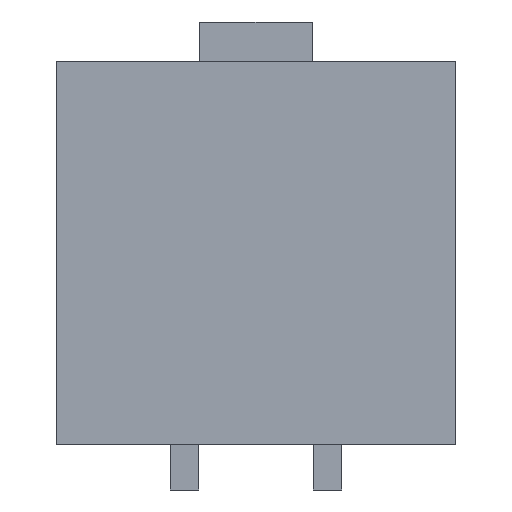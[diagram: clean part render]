
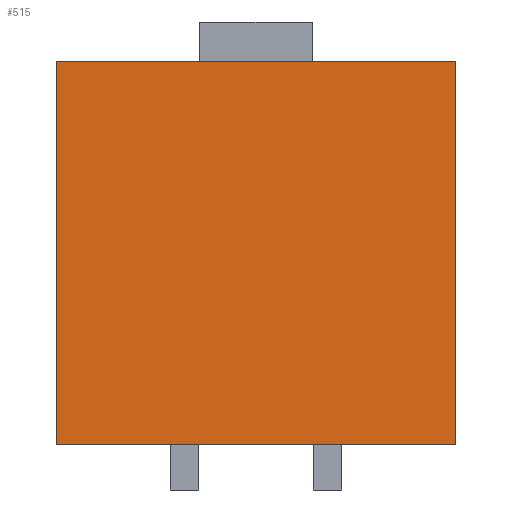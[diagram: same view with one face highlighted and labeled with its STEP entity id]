
A CAD part, left-side view. The second image highlights one B-rep face of the part: STEP entity #515.
In plain terms, the highlighted free-form (B-spline) face has degree [1, 1] with [2, 2] control points.
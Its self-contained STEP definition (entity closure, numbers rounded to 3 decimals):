
#480=(
BOUNDED_SURFACE()
B_SPLINE_SURFACE(1,1,((#481,#482),(#483,#484)),.UNSPECIFIED.,.F.,.F.,.F.)
B_SPLINE_SURFACE_WITH_KNOTS((2,2),(2,2),(0.000,1.000),(0.000,1.000),.UNSPECIFIED.)
GEOMETRIC_REPRESENTATION_ITEM()
RATIONAL_B_SPLINE_SURFACE(((1.,1.),(1.,1.)))
REPRESENTATION_ITEM('')
SURFACE()
);
#481=CARTESIAN_POINT('',(-4.825,-3.55,6.81));
#482=CARTESIAN_POINT('',(-4.825,-3.55,0.));
#483=CARTESIAN_POINT('',(-4.825,3.55,6.81));
#484=CARTESIAN_POINT('',(-4.825,3.55,0.));
#485=CARTESIAN_POINT('',(-4.825,-3.55,0.));
#486=VERTEX_POINT('',#485);
#487=(
BOUNDED_CURVE()
B_SPLINE_CURVE(1,(#488,#489),.UNSPECIFIED.,.F.,.F.)
B_SPLINE_CURVE_WITH_KNOTS((2,2),(0.000,1.000),.UNSPECIFIED.)
CURVE()
GEOMETRIC_REPRESENTATION_ITEM()
RATIONAL_B_SPLINE_CURVE((1.,1.))
REPRESENTATION_ITEM('')
);
#488=CARTESIAN_POINT('',(-4.825,-3.55,0.));
#489=CARTESIAN_POINT('',(-4.825,3.55,0.));
#490=CARTESIAN_POINT('',(-4.825,3.55,0.));
#491=VERTEX_POINT('',#490);
#492=EDGE_CURVE('',#486,#491,#487,.T.);
#493=ORIENTED_EDGE('',*,*,#492,.T.);
#494=(
BOUNDED_CURVE()
B_SPLINE_CURVE(1,(#495,#496),.UNSPECIFIED.,.F.,.F.)
B_SPLINE_CURVE_WITH_KNOTS((2,2),(0.000,1.000),.UNSPECIFIED.)
CURVE()
GEOMETRIC_REPRESENTATION_ITEM()
RATIONAL_B_SPLINE_CURVE((1.,1.))
REPRESENTATION_ITEM('')
);
#495=CARTESIAN_POINT('',(-4.825,3.55,0.));
#496=CARTESIAN_POINT('',(-4.825,3.55,6.81));
#497=CARTESIAN_POINT('',(-4.825,3.55,6.81));
#498=VERTEX_POINT('',#497);
#499=EDGE_CURVE('',#491,#498,#494,.T.);
#500=ORIENTED_EDGE('',*,*,#499,.T.);
#501=(
BOUNDED_CURVE()
B_SPLINE_CURVE(1,(#502,#503),.UNSPECIFIED.,.F.,.F.)
B_SPLINE_CURVE_WITH_KNOTS((2,2),(0.000,1.000),.UNSPECIFIED.)
CURVE()
GEOMETRIC_REPRESENTATION_ITEM()
RATIONAL_B_SPLINE_CURVE((1.,1.))
REPRESENTATION_ITEM('')
);
#502=CARTESIAN_POINT('',(-4.825,3.55,6.81));
#503=CARTESIAN_POINT('',(-4.825,-3.55,6.81));
#504=CARTESIAN_POINT('',(-4.825,-3.55,6.81));
#505=VERTEX_POINT('',#504);
#506=EDGE_CURVE('',#498,#505,#501,.T.);
#507=ORIENTED_EDGE('',*,*,#506,.T.);
#508=(
BOUNDED_CURVE()
B_SPLINE_CURVE(1,(#509,#510),.UNSPECIFIED.,.F.,.F.)
B_SPLINE_CURVE_WITH_KNOTS((2,2),(0.000,1.000),.UNSPECIFIED.)
CURVE()
GEOMETRIC_REPRESENTATION_ITEM()
RATIONAL_B_SPLINE_CURVE((1.,1.))
REPRESENTATION_ITEM('')
);
#509=CARTESIAN_POINT('',(-4.825,-3.55,6.81));
#510=CARTESIAN_POINT('',(-4.825,-3.55,0.));
#511=EDGE_CURVE('',#505,#486,#508,.T.);
#512=ORIENTED_EDGE('',*,*,#511,.T.);
#513=EDGE_LOOP('',(#493,#500,#507,#512));
#514=FACE_OUTER_BOUND('',#513,.T.);
#515=ADVANCED_FACE('',(#514),#480,.T.);
